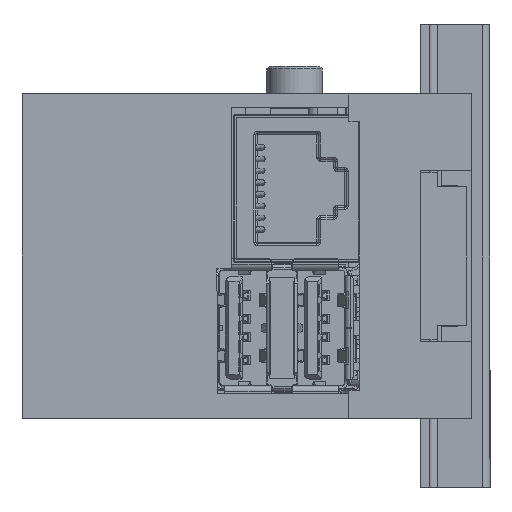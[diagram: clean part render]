
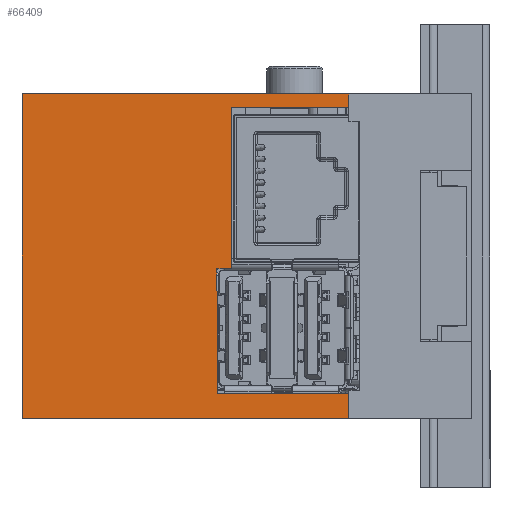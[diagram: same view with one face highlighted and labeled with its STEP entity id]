
A CAD part, left-side view. The second image highlights one B-rep face of the part: STEP entity #66409.
In plain terms, the highlighted planar face has unit normal (-1, 0, 0).
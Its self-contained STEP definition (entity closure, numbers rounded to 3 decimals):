
#47 = VECTOR ( 'NONE', #40377, 1000. ) ;
#1583 = CARTESIAN_POINT ( 'NONE',  ( -55., 0., 17.5 ) ) ;
#3359 = ORIENTED_EDGE ( 'NONE', *, *, #131303, .T. ) ;
#3823 = VECTOR ( 'NONE', #108411, 1000. ) ;
#4834 = EDGE_LOOP ( 'NONE', ( #116457, #3359, #64069, #49230, #59057, #75383, #71723, #96421, #143615, #97755 ) ) ;
#5818 = DIRECTION ( 'NONE',  ( 0., 0., 1. ) ) ;
#8243 = CARTESIAN_POINT ( 'NONE',  ( -55., 12.65, 16. ) ) ;
#13849 = LINE ( 'NONE', #27092, #47 ) ;
#19057 = EDGE_CURVE ( 'NONE', #87061, #123850, #104281, .T. ) ;
#20046 = VECTOR ( 'NONE', #85159, 1000. ) ;
#20535 = VERTEX_POINT ( 'NONE', #1583 ) ;
#23683 = CARTESIAN_POINT ( 'NONE',  ( -55., 35.3, 17.5 ) ) ;
#25633 = CARTESIAN_POINT ( 'NONE',  ( -55., 0., -14.882 ) ) ;
#27092 = CARTESIAN_POINT ( 'NONE',  ( -55., 35.3, 17.5 ) ) ;
#36217 = VECTOR ( 'NONE', #66577, 1000. ) ;
#37139 = EDGE_CURVE ( 'NONE', #99437, #20535, #146612, .T. ) ;
#40377 = DIRECTION ( 'NONE',  ( 0., 0., 1. ) ) ;
#44935 = CARTESIAN_POINT ( 'NONE',  ( -55., 35.3, -17.5 ) ) ;
#46273 = EDGE_CURVE ( 'NONE', #103336, #123203, #137440, .T. ) ;
#46318 = CARTESIAN_POINT ( 'NONE',  ( -55., 0., -17.5 ) ) ;
#47230 = EDGE_CURVE ( 'NONE', #123203, #20535, #59598, .T. ) ;
#47463 = VECTOR ( 'NONE', #5818, 1000. ) ;
#47901 = CARTESIAN_POINT ( 'NONE',  ( -55., 35.3, 17.5 ) ) ;
#49230 = ORIENTED_EDGE ( 'NONE', *, *, #101461, .T. ) ;
#55612 = VECTOR ( 'NONE', #144160, 1000. ) ;
#58333 = EDGE_CURVE ( 'NONE', #74669, #74070, #141339, .T. ) ;
#59057 = ORIENTED_EDGE ( 'NONE', *, *, #46273, .T. ) ;
#59598 = LINE ( 'NONE', #148391, #20046 ) ;
#60053 = DIRECTION ( 'NONE',  ( 0., -1., 0. ) ) ;
#60770 = CARTESIAN_POINT ( 'NONE',  ( -55., 12.65, -1.401 ) ) ;
#62942 = AXIS2_PLACEMENT_3D ( 'NONE', #133489, #95182, #81871 ) ;
#64069 = ORIENTED_EDGE ( 'NONE', *, *, #83402, .T. ) ;
#65195 = VECTOR ( 'NONE', #141174, 1000. ) ;
#66409 = ADVANCED_FACE ( 'NONE', ( #128659 ), #157800, .F. ) ;
#66577 = DIRECTION ( 'NONE',  ( 0., -1., 0. ) ) ;
#71723 = ORIENTED_EDGE ( 'NONE', *, *, #37139, .F. ) ;
#74070 = VERTEX_POINT ( 'NONE', #46318 ) ;
#74669 = VERTEX_POINT ( 'NONE', #44935 ) ;
#75121 = VECTOR ( 'NONE', #60053, 1000. ) ;
#75383 = ORIENTED_EDGE ( 'NONE', *, *, #47230, .T. ) ;
#78102 = CARTESIAN_POINT ( 'NONE',  ( -55., 12.65, -1.401 ) ) ;
#80436 = VECTOR ( 'NONE', #127019, 1000. ) ;
#81871 = DIRECTION ( 'NONE',  ( 0., 0., -1. ) ) ;
#83402 = EDGE_CURVE ( 'NONE', #95236, #113079, #110872, .T. ) ;
#85159 = DIRECTION ( 'NONE',  ( 0., 0., 1. ) ) ;
#87061 = VERTEX_POINT ( 'NONE', #25633 ) ;
#88456 = CARTESIAN_POINT ( 'NONE',  ( -55., 12.65, -1.401 ) ) ;
#89141 = CARTESIAN_POINT ( 'NONE',  ( -55., 0., 16. ) ) ;
#93390 = CARTESIAN_POINT ( 'NONE',  ( -55., 0., 17.5 ) ) ;
#95182 = DIRECTION ( 'NONE',  ( 1., 0., 0. ) ) ;
#95236 = VERTEX_POINT ( 'NONE', #109647 ) ;
#96421 = ORIENTED_EDGE ( 'NONE', *, *, #142971, .F. ) ;
#97755 = ORIENTED_EDGE ( 'NONE', *, *, #133239, .T. ) ;
#99437 = VERTEX_POINT ( 'NONE', #23683 ) ;
#101461 = EDGE_CURVE ( 'NONE', #113079, #103336, #146961, .T. ) ;
#103336 = VERTEX_POINT ( 'NONE', #8243 ) ;
#104281 = LINE ( 'NONE', #138666, #80436 ) ;
#107521 = VECTOR ( 'NONE', #113938, 1000. ) ;
#108411 = DIRECTION ( 'NONE',  ( 0., 0.006, 1. ) ) ;
#109647 = CARTESIAN_POINT ( 'NONE',  ( -55., 14.252, -1.401 ) ) ;
#110872 = LINE ( 'NONE', #88456, #65195 ) ;
#112886 = LINE ( 'NONE', #149743, #3823 ) ;
#113079 = VERTEX_POINT ( 'NONE', #60770 ) ;
#113938 = DIRECTION ( 'NONE',  ( 0., -1., 0. ) ) ;
#116093 = CARTESIAN_POINT ( 'NONE',  ( -55., 14.168, -14.882 ) ) ;
#116457 = ORIENTED_EDGE ( 'NONE', *, *, #19057, .T. ) ;
#118743 = CARTESIAN_POINT ( 'NONE',  ( -55., 12.65, 16. ) ) ;
#123203 = VERTEX_POINT ( 'NONE', #89141 ) ;
#123850 = VERTEX_POINT ( 'NONE', #116093 ) ;
#127019 = DIRECTION ( 'NONE',  ( 0., 1., 0. ) ) ;
#128659 = FACE_OUTER_BOUND ( 'NONE', #4834, .T. ) ;
#131303 = EDGE_CURVE ( 'NONE', #123850, #95236, #112886, .T. ) ;
#133239 = EDGE_CURVE ( 'NONE', #74070, #87061, #134634, .T. ) ;
#133489 = CARTESIAN_POINT ( 'NONE',  ( -55., 35.3, 17.5 ) ) ;
#134634 = LINE ( 'NONE', #93390, #47463 ) ;
#137440 = LINE ( 'NONE', #118743, #36217 ) ;
#138666 = CARTESIAN_POINT ( 'NONE',  ( -55., -1., -14.882 ) ) ;
#138954 = CARTESIAN_POINT ( 'NONE',  ( -55., 35.3, -17.5 ) ) ;
#141174 = DIRECTION ( 'NONE',  ( 0., -1., 0. ) ) ;
#141339 = LINE ( 'NONE', #138954, #107521 ) ;
#142971 = EDGE_CURVE ( 'NONE', #74669, #99437, #13849, .T. ) ;
#143615 = ORIENTED_EDGE ( 'NONE', *, *, #58333, .T. ) ;
#144160 = DIRECTION ( 'NONE',  ( 0., 0., 1. ) ) ;
#146612 = LINE ( 'NONE', #47901, #75121 ) ;
#146961 = LINE ( 'NONE', #78102, #55612 ) ;
#148391 = CARTESIAN_POINT ( 'NONE',  ( -55., 0., 17.5 ) ) ;
#149743 = CARTESIAN_POINT ( 'NONE',  ( -55., 14.168, -14.882 ) ) ;
#157800 = PLANE ( 'NONE',  #62942 ) ;
